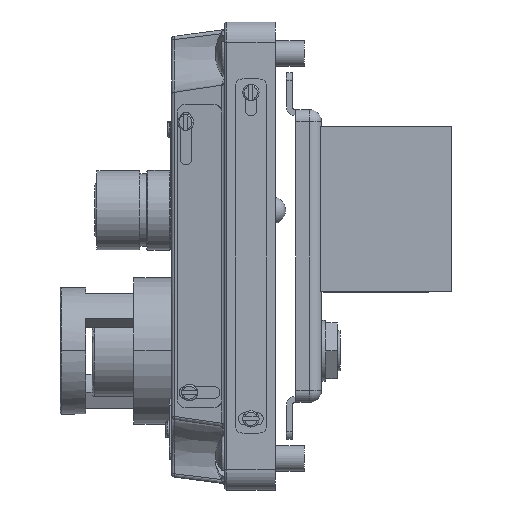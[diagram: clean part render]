
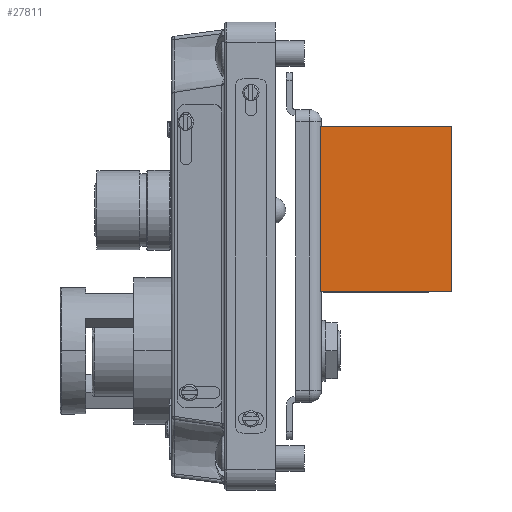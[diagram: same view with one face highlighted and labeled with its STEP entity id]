
A CAD part, left-side view. The second image highlights one B-rep face of the part: STEP entity #27811.
In plain terms, the highlighted planar face has unit normal (-1, 0, 0).
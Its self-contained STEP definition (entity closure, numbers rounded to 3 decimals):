
#2044 = PLANE ( 'NONE',  #17875 ) ;
#2615 = FACE_OUTER_BOUND ( 'NONE', #17728, .T. ) ;
#3437 = CARTESIAN_POINT ( 'NONE',  ( -25.75, -11.29, 32.5 ) ) ;
#4678 = CARTESIAN_POINT ( 'NONE',  ( -25.75, -44.29, 32.5 ) ) ;
#8821 = EDGE_CURVE ( 'NONE', #18799, #12978, #25791, .T. ) ;
#10097 = EDGE_CURVE ( 'NONE', #23242, #12978, #22834, .T. ) ;
#11516 = ORIENTED_EDGE ( 'NONE', *, *, #8821, .F. ) ;
#12978 = VERTEX_POINT ( 'NONE', #27536 ) ;
#13495 = VECTOR ( 'NONE', #14597, 1000. ) ;
#14487 = CARTESIAN_POINT ( 'NONE',  ( -25.75, -44.29, 32.5 ) ) ;
#14597 = DIRECTION ( 'NONE',  ( 0., -1., 0. ) ) ;
#14698 = ORIENTED_EDGE ( 'NONE', *, *, #25000, .T. ) ;
#15171 = DIRECTION ( 'NONE',  ( 0., 0., -1. ) ) ;
#16499 = ORIENTED_EDGE ( 'NONE', *, *, #29378, .F. ) ;
#17728 = EDGE_LOOP ( 'NONE', ( #26461, #11516, #16499, #14698 ) ) ;
#17875 = AXIS2_PLACEMENT_3D ( 'NONE', #4678, #30529, #15171 ) ;
#18799 = VERTEX_POINT ( 'NONE', #29569 ) ;
#20446 = LINE ( 'NONE', #14487, #13495 ) ;
#20863 = CARTESIAN_POINT ( 'NONE',  ( -25.75, -44.29, -9. ) ) ;
#20976 = DIRECTION ( 'NONE',  ( 0., -1., 0. ) ) ;
#22766 = VECTOR ( 'NONE', #31903, 1000. ) ;
#22834 = LINE ( 'NONE', #20863, #28771 ) ;
#23242 = VERTEX_POINT ( 'NONE', #32394 ) ;
#23565 = CARTESIAN_POINT ( 'NONE',  ( -25.75, -44.29, 32.5 ) ) ;
#23576 = LINE ( 'NONE', #24292, #22766 ) ;
#24292 = CARTESIAN_POINT ( 'NONE',  ( -25.75, -11.29, 32.5 ) ) ;
#24990 = VECTOR ( 'NONE', #26143, 1000. ) ;
#25000 = EDGE_CURVE ( 'NONE', #30268, #23242, #23576, .T. ) ;
#25791 = LINE ( 'NONE', #23565, #24990 ) ;
#26143 = DIRECTION ( 'NONE',  ( 0., 0., -1. ) ) ;
#26461 = ORIENTED_EDGE ( 'NONE', *, *, #10097, .T. ) ;
#27536 = CARTESIAN_POINT ( 'NONE',  ( -25.75, -44.29, -9. ) ) ;
#27811 = ADVANCED_FACE ( 'NONE', ( #2615 ), #2044, .F. ) ;
#28771 = VECTOR ( 'NONE', #20976, 1000. ) ;
#29378 = EDGE_CURVE ( 'NONE', #30268, #18799, #20446, .T. ) ;
#29569 = CARTESIAN_POINT ( 'NONE',  ( -25.75, -44.29, 32.5 ) ) ;
#30268 = VERTEX_POINT ( 'NONE', #3437 ) ;
#30529 = DIRECTION ( 'NONE',  ( 1., 0., 0. ) ) ;
#31903 = DIRECTION ( 'NONE',  ( 0., 0., -1. ) ) ;
#32394 = CARTESIAN_POINT ( 'NONE',  ( -25.75, -11.29, -9. ) ) ;
